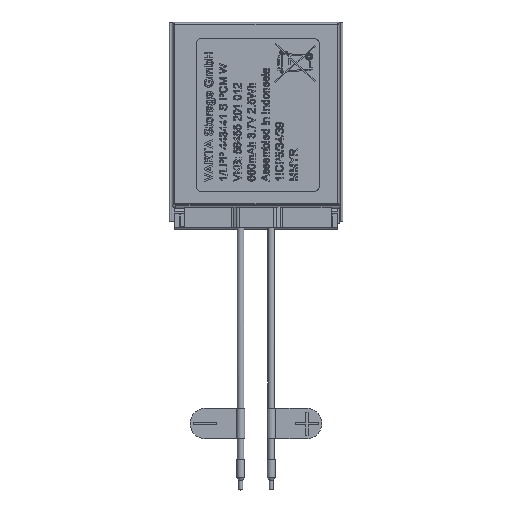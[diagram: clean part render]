
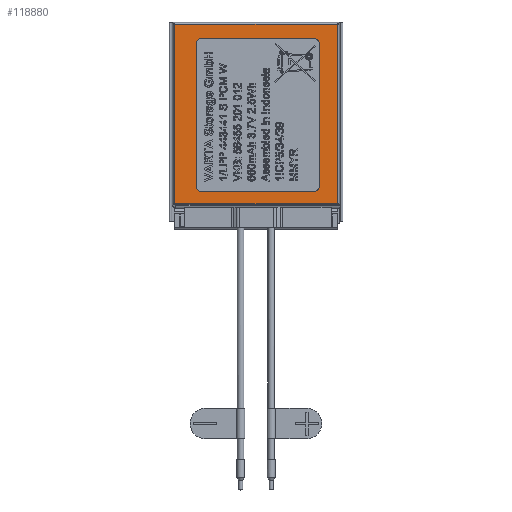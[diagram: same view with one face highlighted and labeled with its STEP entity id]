
A CAD part, top view. The second image highlights one B-rep face of the part: STEP entity #118880.
In plain terms, the highlighted planar face has unit normal (0, 0, 1).
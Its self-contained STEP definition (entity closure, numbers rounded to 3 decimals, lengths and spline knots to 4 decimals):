
#61=ELLIPSE('',#122819,0.005,0.005);
#64=ELLIPSE('',#122823,0.005,0.005);
#65=ELLIPSE('',#122829,0.005,0.005);
#68=ELLIPSE('',#122833,0.005,0.005);
#8482=FACE_BOUND('',#21449,.T.);
#8708=CIRCLE('',#122517,0.1);
#8709=CIRCLE('',#122520,0.1);
#8710=CIRCLE('',#122523,0.1);
#8711=CIRCLE('',#122526,0.1);
#14769=FACE_OUTER_BOUND('',#21448,.T.);
#21448=EDGE_LOOP('',(#101930,#101931,#101932,#101933,#101934,#101935,#101936,
#101937));
#21449=EDGE_LOOP('',(#101938,#101939,#101940,#101941,#101942,#101943,#101944,
#101945));
#31699=LINE('',#204629,#42518);
#31702=LINE('',#204637,#42521);
#31705=LINE('',#204645,#42524);
#31707=LINE('',#204651,#42526);
#32108=LINE('',#206004,#42927);
#32110=LINE('',#206070,#42929);
#32112=LINE('',#206075,#42931);
#32114=LINE('',#206138,#42933);
#42518=VECTOR('',#139531,2.2);
#42521=VECTOR('',#139540,2.8);
#42524=VECTOR('',#139549,2.2);
#42526=VECTOR('',#139557,2.8);
#42927=VECTOR('',#140536,3.5038);
#42929=VECTOR('',#140556,3.1838);
#42931=VECTOR('',#140562,3.1838);
#42933=VECTOR('',#140578,3.5038);
#53670=VERTEX_POINT('',#204621);
#53671=VERTEX_POINT('',#204623);
#53672=VERTEX_POINT('',#204627);
#53673=VERTEX_POINT('',#204631);
#53674=VERTEX_POINT('',#204635);
#53675=VERTEX_POINT('',#204639);
#53676=VERTEX_POINT('',#204643);
#53677=VERTEX_POINT('',#204647);
#54029=VERTEX_POINT('',#206001);
#54030=VERTEX_POINT('',#206003);
#54032=VERTEX_POINT('',#206033);
#54033=VERTEX_POINT('',#206062);
#54035=VERTEX_POINT('',#206068);
#54036=VERTEX_POINT('',#206072);
#54038=VERTEX_POINT('',#206102);
#54039=VERTEX_POINT('',#206131);
#69585=EDGE_CURVE('',#53671,#53670,#8708,.T.);
#69588=EDGE_CURVE('',#53670,#53672,#31699,.T.);
#69590=EDGE_CURVE('',#53672,#53673,#8709,.T.);
#69592=EDGE_CURVE('',#53673,#53674,#31702,.T.);
#69594=EDGE_CURVE('',#53674,#53675,#8710,.T.);
#69596=EDGE_CURVE('',#53675,#53676,#31705,.T.);
#69598=EDGE_CURVE('',#53676,#53677,#8711,.T.);
#69599=EDGE_CURVE('',#53677,#53671,#31707,.T.);
#70136=EDGE_CURVE('',#54029,#54030,#32108,.T.);
#70140=EDGE_CURVE('',#54032,#54029,#61,.T.);
#70144=EDGE_CURVE('',#54030,#54033,#64,.T.);
#70146=EDGE_CURVE('',#54035,#54032,#32110,.T.);
#70149=EDGE_CURVE('',#54033,#54036,#32112,.T.);
#70151=EDGE_CURVE('',#54038,#54035,#65,.T.);
#70155=EDGE_CURVE('',#54036,#54039,#68,.T.);
#70157=EDGE_CURVE('',#54039,#54038,#32114,.T.);
#101930=ORIENTED_EDGE('',*,*,#70136,.F.);
#101931=ORIENTED_EDGE('',*,*,#70140,.F.);
#101932=ORIENTED_EDGE('',*,*,#70146,.F.);
#101933=ORIENTED_EDGE('',*,*,#70151,.F.);
#101934=ORIENTED_EDGE('',*,*,#70157,.F.);
#101935=ORIENTED_EDGE('',*,*,#70155,.F.);
#101936=ORIENTED_EDGE('',*,*,#70149,.F.);
#101937=ORIENTED_EDGE('',*,*,#70144,.F.);
#101938=ORIENTED_EDGE('',*,*,#69585,.T.);
#101939=ORIENTED_EDGE('',*,*,#69588,.T.);
#101940=ORIENTED_EDGE('',*,*,#69590,.T.);
#101941=ORIENTED_EDGE('',*,*,#69592,.T.);
#101942=ORIENTED_EDGE('',*,*,#69594,.T.);
#101943=ORIENTED_EDGE('',*,*,#69596,.T.);
#101944=ORIENTED_EDGE('',*,*,#69598,.T.);
#101945=ORIENTED_EDGE('',*,*,#69599,.T.);
#106890=PLANE('',#122839);
#118880=ADVANCED_FACE('',(#14769,#8482),#106890,.T.);
#122517=AXIS2_PLACEMENT_3D('',#204624,#139525,#139526);
#122520=AXIS2_PLACEMENT_3D('',#204633,#139535,#139536);
#122523=AXIS2_PLACEMENT_3D('',#204641,#139544,#139545);
#122526=AXIS2_PLACEMENT_3D('',#204649,#139553,#139554);
#122819=AXIS2_PLACEMENT_3D('',#206035,#140542,#140543);
#122823=AXIS2_PLACEMENT_3D('',#206066,#140550,#140551);
#122829=AXIS2_PLACEMENT_3D('',#206104,#140565,#140566);
#122833=AXIS2_PLACEMENT_3D('',#206135,#140573,#140574);
#122839=AXIS2_PLACEMENT_3D('',#206149,#140591,#140592);
#139525=DIRECTION('center_axis',(0.,0.,
-1.));
#139526=DIRECTION('ref_axis',(0.,-1.,0.));
#139531=DIRECTION('',(1.,0.,0.));
#139535=DIRECTION('center_axis',(0.,0.,
-1.));
#139536=DIRECTION('ref_axis',(-1.,0.,0.));
#139540=DIRECTION('',(0.,-1.,0.));
#139544=DIRECTION('center_axis',(0.,0.,
-1.));
#139545=DIRECTION('ref_axis',(0.,1.,0.));
#139549=DIRECTION('',(-1.,0.,0.));
#139553=DIRECTION('center_axis',(0.,0.,
-1.));
#139554=DIRECTION('ref_axis',(1.,0.,0.));
#139557=DIRECTION('',(0.,1.,0.));
#140536=DIRECTION('',(0.,-1.,0.));
#140542=DIRECTION('center_axis',(0.,0.,
-1.));
#140543=DIRECTION('ref_axis',(0.707,0.707,0.));
#140550=DIRECTION('center_axis',(0.,0.,
-1.));
#140551=DIRECTION('ref_axis',(0.707,-0.707,0.));
#140556=DIRECTION('',(1.,0.,0.));
#140562=DIRECTION('',(-1.,0.,0.));
#140565=DIRECTION('center_axis',(0.,0.,
-1.));
#140566=DIRECTION('ref_axis',(-0.707,0.707,0.));
#140573=DIRECTION('center_axis',(0.,0.,
-1.));
#140574=DIRECTION('ref_axis',(-0.707,-0.707,0.));
#140578=DIRECTION('',(0.,1.,0.));
#140591=DIRECTION('center_axis',(0.,0.,
1.));
#140592=DIRECTION('ref_axis',(1.,0.,0.));
#204621=CARTESIAN_POINT('',(-1.066,2.9731,0.52));
#204623=CARTESIAN_POINT('',(-1.166,2.8731,0.52));
#204624=CARTESIAN_POINT('Origin',(-1.066,2.8731,0.52));
#204627=CARTESIAN_POINT('',(1.134,2.9731,0.52));
#204629=CARTESIAN_POINT('',(-0.533,2.9731,0.52));
#204631=CARTESIAN_POINT('',(1.234,2.8731,0.52));
#204633=CARTESIAN_POINT('Origin',(1.134,2.8731,0.52));
#204635=CARTESIAN_POINT('',(1.234,0.0731,0.52));
#204637=CARTESIAN_POINT('',(1.234,2.1828,0.52));
#204639=CARTESIAN_POINT('',(1.134,-0.0269,0.52));
#204641=CARTESIAN_POINT('Origin',(1.134,0.0731,0.52));
#204643=CARTESIAN_POINT('',(-1.066,-0.0269,0.52));
#204645=CARTESIAN_POINT('',(0.567,-0.0269,0.52));
#204647=CARTESIAN_POINT('',(-1.166,0.0731,0.52));
#204649=CARTESIAN_POINT('Origin',(-1.066,0.0731,
0.52));
#204651=CARTESIAN_POINT('',(-1.166,0.7828,0.52));
#206001=CARTESIAN_POINT('',(1.5969,3.2444,0.52));
#206003=CARTESIAN_POINT('',(1.5969,-0.2594,0.52));
#206004=CARTESIAN_POINT('',(1.5969,2.3925,0.52));
#206033=CARTESIAN_POINT('',(1.5919,3.2494,0.52));
#206035=CARTESIAN_POINT('Origin',(1.5919,3.2444,0.52));
#206062=CARTESIAN_POINT('',(1.5919,-0.2644,0.52));
#206066=CARTESIAN_POINT('Origin',(1.5919,-0.2594,0.52));
#206068=CARTESIAN_POINT('',(-1.5919,3.2494,0.52));
#206070=CARTESIAN_POINT('',(-0.82,3.2494,0.52));
#206072=CARTESIAN_POINT('',(-1.5919,-0.2644,0.52));
#206075=CARTESIAN_POINT('',(0.82,-0.2644,0.52));
#206102=CARTESIAN_POINT('',(-1.5969,3.2444,0.52));
#206104=CARTESIAN_POINT('Origin',(-1.5919,3.2444,0.52));
#206131=CARTESIAN_POINT('',(-1.5969,-0.2594,0.52));
#206135=CARTESIAN_POINT('Origin',(-1.5919,-0.2594,
0.52));
#206138=CARTESIAN_POINT('',(-1.5969,0.5925,0.52));
#206149=CARTESIAN_POINT('Origin',(0.,1.4925,
0.52));
